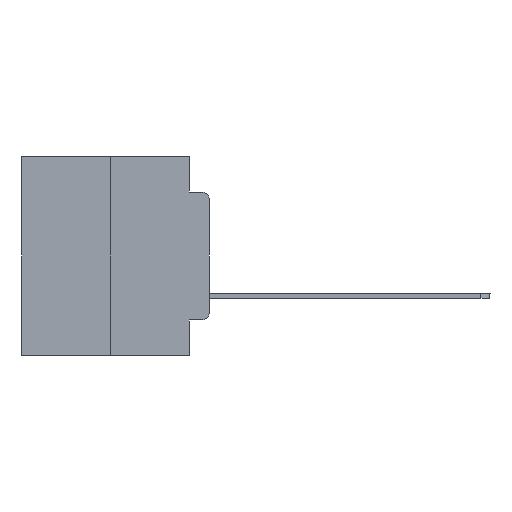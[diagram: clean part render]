
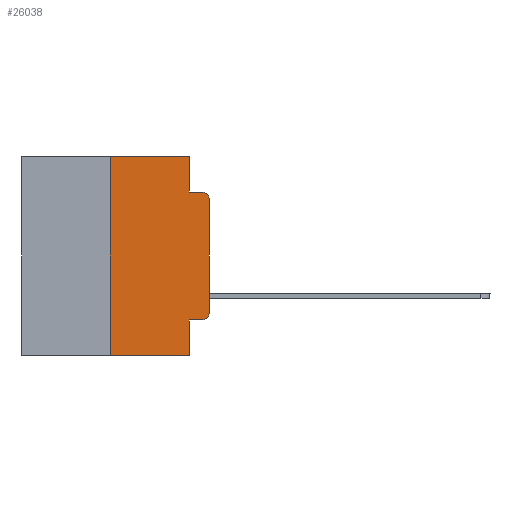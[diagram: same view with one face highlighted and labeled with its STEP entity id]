
A CAD part, left-side view. The second image highlights one B-rep face of the part: STEP entity #26038.
In plain terms, the highlighted planar face has unit normal (-1, 0, 0).
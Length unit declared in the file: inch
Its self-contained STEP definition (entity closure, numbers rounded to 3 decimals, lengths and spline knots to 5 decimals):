
#209 = CARTESIAN_POINT ( 'NONE',  ( 0., 0.051, -0.0885 ) ) ;
#370 = VERTEX_POINT ( 'NONE', #24764 ) ;
#402 = VERTEX_POINT ( 'NONE', #209 ) ;
#435 = ORIENTED_EDGE ( 'NONE', *, *, #23602, .F. ) ;
#665 = CARTESIAN_POINT ( 'NONE',  ( 0., 0.051, 0. ) ) ;
#764 = CARTESIAN_POINT ( 'NONE',  ( 0., 0.25, 0. ) ) ;
#865 = CIRCLE ( 'NONE', #8883, 0.02 ) ;
#1421 = PLANE ( 'NONE',  #14829 ) ;
#1613 = CARTESIAN_POINT ( 'NONE',  ( 0., 0.25, -0.5 ) ) ;
#2160 = AXIS2_PLACEMENT_3D ( 'NONE', #10586, #8517, #24884 ) ;
#2403 = DIRECTION ( 'NONE',  ( 0., -1., 0. ) ) ;
#2823 = EDGE_CURVE ( 'NONE', #24630, #15119, #13267, .T. ) ;
#2907 = DIRECTION ( 'NONE',  ( 0., 0., 1. ) ) ;
#3171 = EDGE_LOOP ( 'NONE', ( #26332, #14372, #14570, #435, #24531, #16855, #13796, #23823, #11555, #22057 ) ) ;
#3449 = EDGE_CURVE ( 'NONE', #370, #8615, #24140, .T. ) ;
#4001 = VECTOR ( 'NONE', #2403, 39.37008 ) ;
#4366 = CARTESIAN_POINT ( 'NONE',  ( 0., 0.051, -0.4115 ) ) ;
#4378 = LINE ( 'NONE', #665, #15241 ) ;
#4459 = LINE ( 'NONE', #764, #10204 ) ;
#4503 = DIRECTION ( 'NONE',  ( 0., 0., -1. ) ) ;
#5847 = CARTESIAN_POINT ( 'NONE',  ( 0., 0., -0.1085 ) ) ;
#5861 = CARTESIAN_POINT ( 'NONE',  ( 0., 0.051, -0.5 ) ) ;
#7046 = DIRECTION ( 'NONE',  ( 0., -1., 0. ) ) ;
#7419 = EDGE_CURVE ( 'NONE', #8615, #24880, #865, .T. ) ;
#7529 = VECTOR ( 'NONE', #22150, 39.37008 ) ;
#7672 = EDGE_CURVE ( 'NONE', #370, #15119, #4378, .T. ) ;
#8517 = DIRECTION ( 'NONE',  ( -1., 0., 0. ) ) ;
#8615 = VERTEX_POINT ( 'NONE', #13534 ) ;
#8883 = AXIS2_PLACEMENT_3D ( 'NONE', #25663, #13400, #15395 ) ;
#8950 = VECTOR ( 'NONE', #7046, 39.37008 ) ;
#9940 = EDGE_CURVE ( 'NONE', #24880, #11715, #10898, .T. ) ;
#10204 = VECTOR ( 'NONE', #2907, 39.37008 ) ;
#10586 = CARTESIAN_POINT ( 'NONE',  ( 0., 0.02, -0.1085 ) ) ;
#10676 = DIRECTION ( 'NONE',  ( 0., 0., -1. ) ) ;
#10693 = VECTOR ( 'NONE', #15272, 39.37008 ) ;
#10735 = EDGE_CURVE ( 'NONE', #14632, #11542, #21742, .T. ) ;
#10898 = LINE ( 'NONE', #19918, #17312 ) ;
#11414 = EDGE_CURVE ( 'NONE', #24630, #14632, #4459, .T. ) ;
#11542 = VERTEX_POINT ( 'NONE', #23643 ) ;
#11555 = ORIENTED_EDGE ( 'NONE', *, *, #3449, .T. ) ;
#11611 = CARTESIAN_POINT ( 'NONE',  ( 0., 0.473, 0. ) ) ;
#11715 = VERTEX_POINT ( 'NONE', #5847 ) ;
#11749 = CIRCLE ( 'NONE', #2160, 0.02 ) ;
#11900 = FACE_OUTER_BOUND ( 'NONE', #3171, .T. ) ;
#13267 = LINE ( 'NONE', #22062, #7529 ) ;
#13400 = DIRECTION ( 'NONE',  ( -1., 0., 0. ) ) ;
#13534 = CARTESIAN_POINT ( 'NONE',  ( 0., 0.02, -0.4115 ) ) ;
#13796 = ORIENTED_EDGE ( 'NONE', *, *, #2823, .T. ) ;
#14372 = ORIENTED_EDGE ( 'NONE', *, *, #15312, .T. ) ;
#14570 = ORIENTED_EDGE ( 'NONE', *, *, #24466, .F. ) ;
#14578 = CARTESIAN_POINT ( 'NONE',  ( 0., 0.02, -0.0885 ) ) ;
#14632 = VERTEX_POINT ( 'NONE', #22769 ) ;
#14829 = AXIS2_PLACEMENT_3D ( 'NONE', #11611, #21777, #21498 ) ;
#15119 = VERTEX_POINT ( 'NONE', #5861 ) ;
#15225 = VECTOR ( 'NONE', #4503, 39.37008 ) ;
#15241 = VECTOR ( 'NONE', #10676, 39.37008 ) ;
#15272 = DIRECTION ( 'NONE',  ( 0., -1., 0. ) ) ;
#15312 = EDGE_CURVE ( 'NONE', #11715, #15936, #11749, .T. ) ;
#15395 = DIRECTION ( 'NONE',  ( 0., 0., -1. ) ) ;
#15936 = VERTEX_POINT ( 'NONE', #14578 ) ;
#16855 = ORIENTED_EDGE ( 'NONE', *, *, #11414, .F. ) ;
#17312 = VECTOR ( 'NONE', #20002, 39.37008 ) ;
#19918 = CARTESIAN_POINT ( 'NONE',  ( 0., 0., 0. ) ) ;
#20002 = DIRECTION ( 'NONE',  ( 0., 0., 1. ) ) ;
#20616 = LINE ( 'NONE', #25716, #10693 ) ;
#21498 = DIRECTION ( 'NONE',  ( 0., 0., -1. ) ) ;
#21742 = LINE ( 'NONE', #25111, #8950 ) ;
#21777 = DIRECTION ( 'NONE',  ( 1., 0., 0. ) ) ;
#22057 = ORIENTED_EDGE ( 'NONE', *, *, #7419, .T. ) ;
#22062 = CARTESIAN_POINT ( 'NONE',  ( 0., 0.473, -0.5 ) ) ;
#22150 = DIRECTION ( 'NONE',  ( 0., -1., 0. ) ) ;
#22769 = CARTESIAN_POINT ( 'NONE',  ( 0., 0.25, 0. ) ) ;
#22885 = LINE ( 'NONE', #24960, #15225 ) ;
#23602 = EDGE_CURVE ( 'NONE', #11542, #402, #22885, .T. ) ;
#23643 = CARTESIAN_POINT ( 'NONE',  ( 0., 0.051, 0. ) ) ;
#23823 = ORIENTED_EDGE ( 'NONE', *, *, #7672, .F. ) ;
#24140 = LINE ( 'NONE', #4366, #4001 ) ;
#24466 = EDGE_CURVE ( 'NONE', #402, #15936, #20616, .T. ) ;
#24531 = ORIENTED_EDGE ( 'NONE', *, *, #10735, .F. ) ;
#24630 = VERTEX_POINT ( 'NONE', #1613 ) ;
#24764 = CARTESIAN_POINT ( 'NONE',  ( 0., 0.051, -0.4115 ) ) ;
#24880 = VERTEX_POINT ( 'NONE', #24987 ) ;
#24884 = DIRECTION ( 'NONE',  ( 0., 0., -1. ) ) ;
#24960 = CARTESIAN_POINT ( 'NONE',  ( 0., 0.051, 0. ) ) ;
#24987 = CARTESIAN_POINT ( 'NONE',  ( 0., 0., -0.3915 ) ) ;
#25111 = CARTESIAN_POINT ( 'NONE',  ( 0., 0.473, 0. ) ) ;
#25663 = CARTESIAN_POINT ( 'NONE',  ( 0., 0.02, -0.3915 ) ) ;
#25716 = CARTESIAN_POINT ( 'NONE',  ( 0., 0.051, -0.0885 ) ) ;
#26038 = ADVANCED_FACE ( 'NONE', ( #11900 ), #1421, .F. ) ;
#26332 = ORIENTED_EDGE ( 'NONE', *, *, #9940, .T. ) ;
